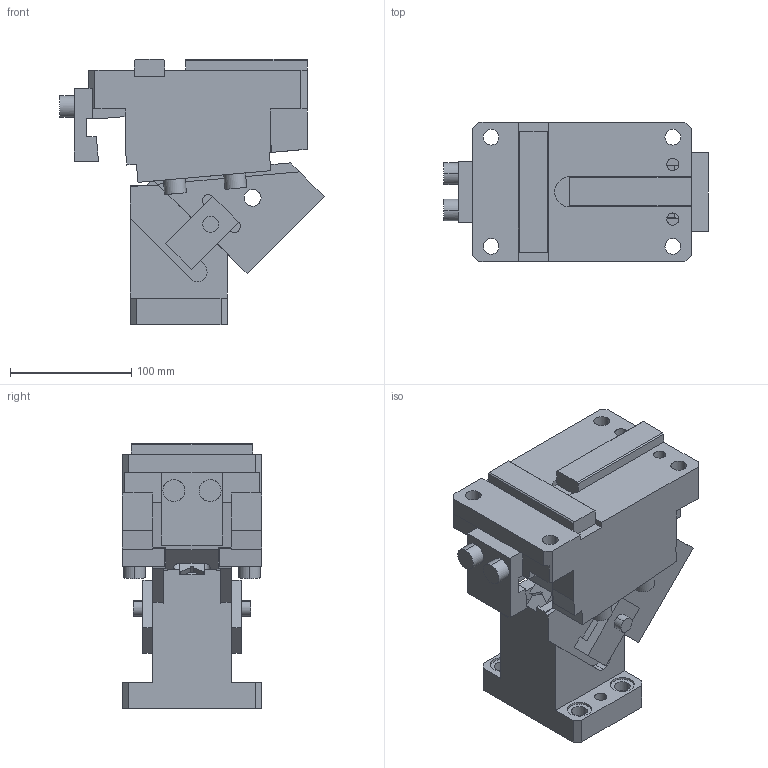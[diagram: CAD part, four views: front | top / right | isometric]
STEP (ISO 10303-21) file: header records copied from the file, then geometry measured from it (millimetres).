
FILE_DESCRIPTION(('CATIA V5 STEP Exchange'),'2;1');
FILE_NAME('CACK_65_45.stp','2015-04-22T15:52:44+00:00',('none'),('none'),'CATIA Version 5 Release 19 SP 2 (IN-10)','CATIA V5 STEP AP203','none');
FILE_SCHEMA(('CONFIG_CONTROL_DESIGN'));
Length unit declared in the file: millimetre
Products named in the file (1): CACK_65_45
Bounding box: 218.14 x 115 x 219 mm (x, y, z)
Volume: 2387452.6 mm3; surface area: 269434.1 mm2
Topology: 3 solids, 3 shells, 287 faces, 774 edges, 508 vertices
Faces by surface type: plane 197, cylinder 88, cone 2
Entity records: 9498 total; most frequent: CARTESIAN_POINT 2354, ORIENTED_EDGE 1544, DIRECTION 1270, EDGE_CURVE 772, VECTOR 594, LINE 594, VERTEX_POINT 508, AXIS2_PLACEMENT_3D 409
